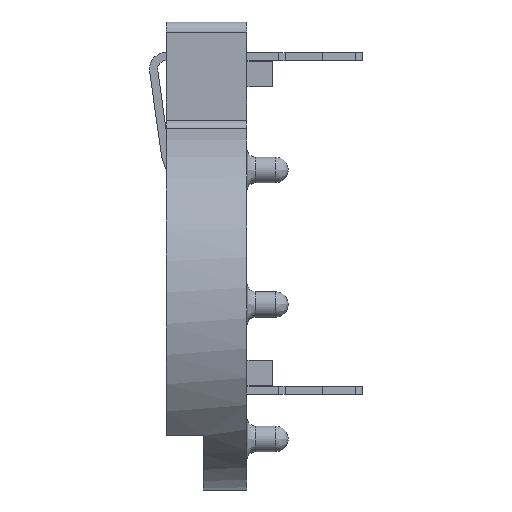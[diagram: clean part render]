
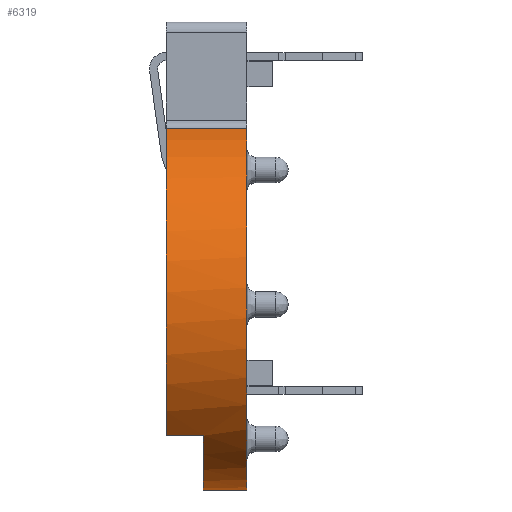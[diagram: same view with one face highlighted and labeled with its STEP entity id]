
A CAD part, left-side view. The second image highlights one B-rep face of the part: STEP entity #6319.
In plain terms, the highlighted cylindrical face has radius 11.379 mm (diameter 22.758 mm), a partial arc.
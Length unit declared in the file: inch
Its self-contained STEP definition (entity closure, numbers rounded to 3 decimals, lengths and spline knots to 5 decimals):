
#110 = CYLINDRICAL_SURFACE ( 'NONE', #8373, 0.448 ) ;
#327 = CARTESIAN_POINT ( 'NONE',  ( 0., 0., 0. ) ) ;
#472 = CARTESIAN_POINT ( 'NONE',  ( 0., 0.195, -0.448 ) ) ;
#511 = ORIENTED_EDGE ( 'NONE', *, *, #3536, .T. ) ;
#908 = ORIENTED_EDGE ( 'NONE', *, *, #7492, .F. ) ;
#980 = LINE ( 'NONE', #8462, #4680 ) ;
#1034 = DIRECTION ( 'NONE',  ( 0., 0., -1. ) ) ;
#1101 = EDGE_CURVE ( 'NONE', #5956, #2165, #980, .T. ) ;
#1258 = VERTEX_POINT ( 'NONE', #5824 ) ;
#1315 = AXIS2_PLACEMENT_3D ( 'NONE', #7823, #3616, #8535 ) ;
#1365 = ORIENTED_EDGE ( 'NONE', *, *, #4889, .T. ) ;
#1412 = CARTESIAN_POINT ( 'NONE',  ( -0.31678, 0.195, -0.31678 ) ) ;
#1414 = DIRECTION ( 'NONE',  ( 0., -1., 0. ) ) ;
#1552 = CARTESIAN_POINT ( 'NONE',  ( 0., 0.105, -0.448 ) ) ;
#1619 = CARTESIAN_POINT ( 'NONE',  ( -0.1388, 0., 0.42595 ) ) ;
#1659 = ORIENTED_EDGE ( 'NONE', *, *, #6626, .T. ) ;
#1827 = DIRECTION ( 'NONE',  ( 0., -1., 0. ) ) ;
#2003 = ORIENTED_EDGE ( 'NONE', *, *, #1101, .T. ) ;
#2165 = VERTEX_POINT ( 'NONE', #8057 ) ;
#2317 = EDGE_CURVE ( 'NONE', #2165, #3333, #8803, .T. ) ;
#3046 = CARTESIAN_POINT ( 'NONE',  ( -0.31678, 0.195, -0.31678 ) ) ;
#3194 = CIRCLE ( 'NONE', #7615, 0.448 ) ;
#3202 = CARTESIAN_POINT ( 'NONE',  ( 0., 0., -0.448 ) ) ;
#3333 = VERTEX_POINT ( 'NONE', #1412 ) ;
#3374 = CIRCLE ( 'NONE', #7451, 0.448 ) ;
#3536 = EDGE_CURVE ( 'NONE', #3333, #1258, #6578, .T. ) ;
#3616 = DIRECTION ( 'NONE',  ( 0., -1., 0. ) ) ;
#3888 = LINE ( 'NONE', #472, #7603 ) ;
#4220 = EDGE_LOOP ( 'NONE', ( #1365, #1659, #908, #2003, #6302, #511 ) ) ;
#4254 = DIRECTION ( 'NONE',  ( 0., 1., 0. ) ) ;
#4446 = DIRECTION ( 'NONE',  ( 0., -1., 0. ) ) ;
#4680 = VECTOR ( 'NONE', #4254, 39.37008 ) ;
#4886 = VERTEX_POINT ( 'NONE', #3202 ) ;
#4889 = EDGE_CURVE ( 'NONE', #1258, #5895, #3374, .T. ) ;
#4924 = DIRECTION ( 'NONE',  ( 0., 0., -1. ) ) ;
#5220 = DIRECTION ( 'NONE',  ( 0., -1., 0. ) ) ;
#5366 = DIRECTION ( 'NONE',  ( 0., -1., 0. ) ) ;
#5824 = CARTESIAN_POINT ( 'NONE',  ( -0.31678, 0.105, -0.31678 ) ) ;
#5895 = VERTEX_POINT ( 'NONE', #1552 ) ;
#5956 = VERTEX_POINT ( 'NONE', #1619 ) ;
#6027 = CARTESIAN_POINT ( 'NONE',  ( 0., 0.105, 0. ) ) ;
#6144 = CARTESIAN_POINT ( 'NONE',  ( 0., 0.195, 0. ) ) ;
#6302 = ORIENTED_EDGE ( 'NONE', *, *, #2317, .T. ) ;
#6319 = ADVANCED_FACE ( 'NONE', ( #8233 ), #110, .T. ) ;
#6578 = LINE ( 'NONE', #3046, #8420 ) ;
#6626 = EDGE_CURVE ( 'NONE', #5895, #4886, #3888, .T. ) ;
#6740 = DIRECTION ( 'NONE',  ( 0., 0., -1. ) ) ;
#7451 = AXIS2_PLACEMENT_3D ( 'NONE', #6027, #1827, #6740 ) ;
#7492 = EDGE_CURVE ( 'NONE', #5956, #4886, #3194, .T. ) ;
#7603 = VECTOR ( 'NONE', #5366, 39.37008 ) ;
#7615 = AXIS2_PLACEMENT_3D ( 'NONE', #327, #5220, #1034 ) ;
#7823 = CARTESIAN_POINT ( 'NONE',  ( 0., 0.195, 0. ) ) ;
#8057 = CARTESIAN_POINT ( 'NONE',  ( -0.1388, 0.195, 0.42595 ) ) ;
#8233 = FACE_OUTER_BOUND ( 'NONE', #4220, .T. ) ;
#8373 = AXIS2_PLACEMENT_3D ( 'NONE', #6144, #1414, #4924 ) ;
#8420 = VECTOR ( 'NONE', #4446, 39.37008 ) ;
#8462 = CARTESIAN_POINT ( 'NONE',  ( -0.1388, 0.195, 0.42595 ) ) ;
#8535 = DIRECTION ( 'NONE',  ( 0., 0., -1. ) ) ;
#8803 = CIRCLE ( 'NONE', #1315, 0.448 ) ;
